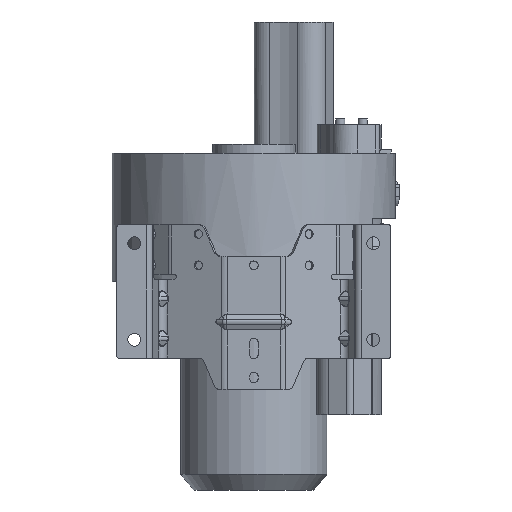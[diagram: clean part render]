
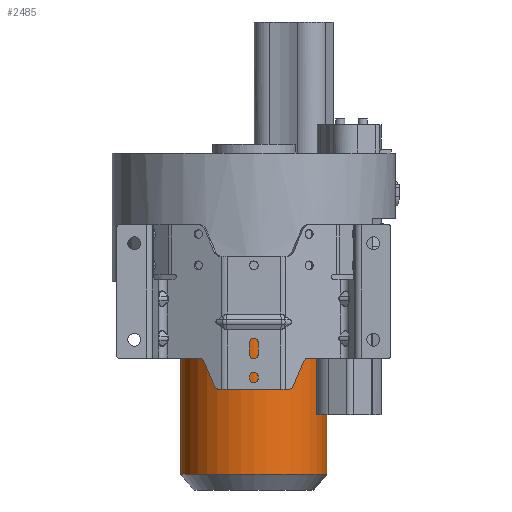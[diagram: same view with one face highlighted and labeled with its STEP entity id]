
A CAD part, front view. The second image highlights one B-rep face of the part: STEP entity #2485.
In plain terms, the highlighted cylindrical face has radius 79.5 mm (diameter 159 mm), a partial arc.
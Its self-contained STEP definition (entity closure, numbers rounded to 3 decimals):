
#797=FACE_OUTER_BOUND('',#3394,.T.);
#1085=CYLINDRICAL_SURFACE('',#11465,79.5);
#1637=CIRCLE('',#10863,79.5);
#1937=CIRCLE('',#11463,79.5);
#2485=ADVANCED_FACE('',(#797),#1085,.T.);
#3394=EDGE_LOOP('',(#6399,#6400,#6401,#6402));
#6399=ORIENTED_EDGE('',*,*,#7654,.F.);
#6400=ORIENTED_EDGE('',*,*,#8380,.T.);
#6401=ORIENTED_EDGE('',*,*,#7652,.T.);
#6402=ORIENTED_EDGE('',*,*,#9133,.F.);
#6599=VERTEX_POINT('',#14322);
#6600=VERTEX_POINT('',#14323);
#6601=VERTEX_POINT('',#14325);
#6602=VERTEX_POINT('',#14327);
#7652=EDGE_CURVE('',#6599,#6600,#9224,.T.);
#7654=EDGE_CURVE('',#6601,#6602,#9225,.T.);
#8380=EDGE_CURVE('',#6601,#6599,#1637,.T.);
#9133=EDGE_CURVE('',#6602,#6600,#1937,.T.);
#9224=LINE('',#14321,#9849);
#9225=LINE('',#14326,#9850);
#9849=VECTOR('',#11552,1.);
#9850=VECTOR('',#11555,1.);
#10863=AXIS2_PLACEMENT_3D('',#20264,#12654,#12655);
#11463=AXIS2_PLACEMENT_3D('',#22471,#14122,#14123);
#11465=AXIS2_PLACEMENT_3D('',#22473,#14126,#14127);
#11552=DIRECTION('',(0.,0.,-1.));
#11555=DIRECTION('',(0.,0.,-1.));
#12654=DIRECTION('',(0.,0.,-1.));
#12655=DIRECTION('',(1.,0.,0.));
#14122=DIRECTION('',(0.,0.,-1.));
#14123=DIRECTION('',(1.,0.,0.));
#14126=DIRECTION('',(0.,0.,-1.));
#14127=DIRECTION('',(1.,0.,0.));
#14321=CARTESIAN_POINT('',(-79.5,0.,-35.05));
#14322=CARTESIAN_POINT('',(-79.5,0.,-35.05));
#14323=CARTESIAN_POINT('',(-79.5,0.,-244.45));
#14325=CARTESIAN_POINT('',(79.5,0.,-35.05));
#14326=CARTESIAN_POINT('',(79.5,0.,-35.05));
#14327=CARTESIAN_POINT('',(79.5,0.,-244.45));
#20264=CARTESIAN_POINT('',(0.,0.,-35.05));
#22471=CARTESIAN_POINT('',(0.,0.,-244.45));
#22473=CARTESIAN_POINT('',(0.,0.,-35.05));
